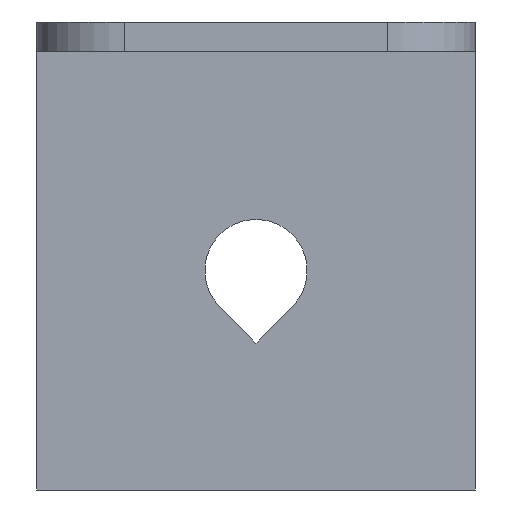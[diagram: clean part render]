
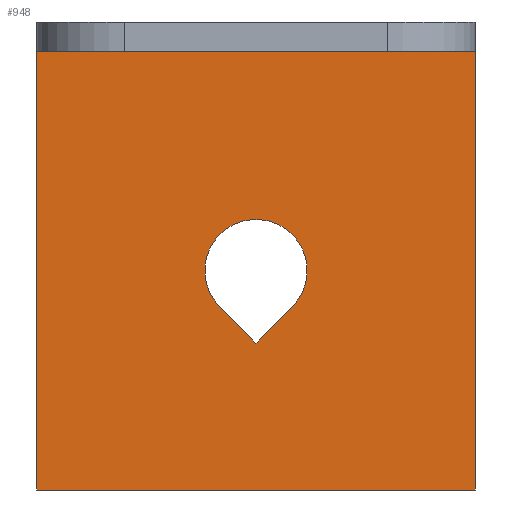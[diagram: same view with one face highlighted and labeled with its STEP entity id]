
A CAD part, left-side view. The second image highlights one B-rep face of the part: STEP entity #948.
In plain terms, the highlighted planar face has unit normal (-1, 0, 0).
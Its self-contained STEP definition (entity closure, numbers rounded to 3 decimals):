
#19=FACE_BOUND('',#151,.T.);
#53=PLANE('',#1032);
#99=FACE_OUTER_BOUND('',#150,.T.);
#150=EDGE_LOOP('',(#838,#839,#840,#841,#842,#843,#844,#845));
#151=EDGE_LOOP('',(#846,#847,#848));
#168=LINE('',#1314,#278);
#171=LINE('',#1322,#281);
#174=LINE('',#1332,#284);
#201=LINE('',#1394,#311);
#232=LINE('',#1462,#342);
#239=LINE('',#1481,#349);
#251=LINE('',#1514,#361);
#261=LINE('',#1540,#371);
#262=LINE('',#1543,#372);
#263=LINE('',#1544,#373);
#278=VECTOR('',#1058,10.);
#281=VECTOR('',#1063,10.);
#284=VECTOR('',#1074,10.);
#311=VECTOR('',#1121,10.);
#342=VECTOR('',#1178,10.);
#349=VECTOR('',#1201,10.);
#361=VECTOR('',#1239,10.);
#371=VECTOR('',#1267,10.);
#372=VECTOR('',#1270,10.);
#373=VECTOR('',#1271,10.);
#397=CIRCLE('',#1008,1.75);
#412=VERTEX_POINT('',#1311);
#413=VERTEX_POINT('',#1313);
#416=VERTEX_POINT('',#1319);
#417=VERTEX_POINT('',#1321);
#420=VERTEX_POINT('',#1331);
#445=VERTEX_POINT('',#1392);
#468=VERTEX_POINT('',#1459);
#469=VERTEX_POINT('',#1461);
#473=VERTEX_POINT('',#1476);
#488=VERTEX_POINT('',#1538);
#489=VERTEX_POINT('',#1542);
#502=EDGE_CURVE('',#412,#413,#168,.T.);
#506=EDGE_CURVE('',#416,#417,#171,.T.);
#511=EDGE_CURVE('',#417,#420,#174,.T.);
#543=EDGE_CURVE('',#412,#445,#201,.T.);
#576=EDGE_CURVE('',#469,#468,#232,.T.);
#584=EDGE_CURVE('',#473,#469,#397,.T.);
#587=EDGE_CURVE('',#468,#473,#239,.T.);
#603=EDGE_CURVE('',#420,#445,#251,.T.);
#616=EDGE_CURVE('',#416,#488,#261,.T.);
#617=EDGE_CURVE('',#489,#488,#262,.T.);
#618=EDGE_CURVE('',#413,#489,#263,.T.);
#838=ORIENTED_EDGE('',*,*,#616,.T.);
#839=ORIENTED_EDGE('',*,*,#617,.F.);
#840=ORIENTED_EDGE('',*,*,#618,.F.);
#841=ORIENTED_EDGE('',*,*,#502,.F.);
#842=ORIENTED_EDGE('',*,*,#543,.T.);
#843=ORIENTED_EDGE('',*,*,#603,.F.);
#844=ORIENTED_EDGE('',*,*,#511,.F.);
#845=ORIENTED_EDGE('',*,*,#506,.F.);
#846=ORIENTED_EDGE('',*,*,#584,.T.);
#847=ORIENTED_EDGE('',*,*,#576,.T.);
#848=ORIENTED_EDGE('',*,*,#587,.T.);
#948=ADVANCED_FACE('',(#99,#19),#53,.T.);
#1008=AXIS2_PLACEMENT_3D('',#1477,#1195,#1196);
#1032=AXIS2_PLACEMENT_3D('',#1541,#1268,#1269);
#1058=DIRECTION('',(0.,-1.,0.));
#1063=DIRECTION('',(0.,-1.,0.));
#1074=DIRECTION('',(0.,0.,-1.));
#1121=DIRECTION('',(0.,0.,-1.));
#1178=DIRECTION('',(0.,0.707,-0.707));
#1195=DIRECTION('center_axis',(1.,0.,0.));
#1196=DIRECTION('ref_axis',(0.,1.,0.));
#1201=DIRECTION('',(0.,0.707,0.707));
#1239=DIRECTION('',(0.,1.,0.));
#1267=DIRECTION('',(0.,0.,1.));
#1268=DIRECTION('center_axis',(-1.,0.,0.));
#1269=DIRECTION('ref_axis',(0.,-1.,0.));
#1270=DIRECTION('',(0.,-1.,0.));
#1271=DIRECTION('',(0.,0.,1.));
#1311=CARTESIAN_POINT('',(-85.,15.,0.));
#1313=CARTESIAN_POINT('',(-85.,9.25,0.));
#1314=CARTESIAN_POINT('',(-85.,3.75,0.));
#1319=CARTESIAN_POINT('',(-85.,5.75,0.));
#1321=CARTESIAN_POINT('',(-85.,0.,0.));
#1322=CARTESIAN_POINT('',(-85.,3.75,0.));
#1331=CARTESIAN_POINT('',(-85.,0.,-15.));
#1332=CARTESIAN_POINT('',(-85.,0.,0.));
#1392=CARTESIAN_POINT('',(-85.,15.,-15.));
#1394=CARTESIAN_POINT('',(-85.,15.,0.));
#1459=CARTESIAN_POINT('',(-85.,7.5,-9.975));
#1461=CARTESIAN_POINT('',(-85.,6.263,-8.737));
#1462=CARTESIAN_POINT('',(-85.,4.825,-7.3));
#1476=CARTESIAN_POINT('',(-85.,8.737,-8.737));
#1477=CARTESIAN_POINT('Origin',(-85.,7.5,-7.5));
#1481=CARTESIAN_POINT('',(-85.,10.431,-7.044));
#1514=CARTESIAN_POINT('',(-85.,15.,-15.));
#1538=CARTESIAN_POINT('',(-85.,5.75,1.));
#1540=CARTESIAN_POINT('',(-85.,5.75,0.));
#1541=CARTESIAN_POINT('Origin',(-85.,9.25,0.));
#1542=CARTESIAN_POINT('',(-85.,9.25,1.));
#1543=CARTESIAN_POINT('',(-85.,15.,1.));
#1544=CARTESIAN_POINT('',(-85.,9.25,0.));
